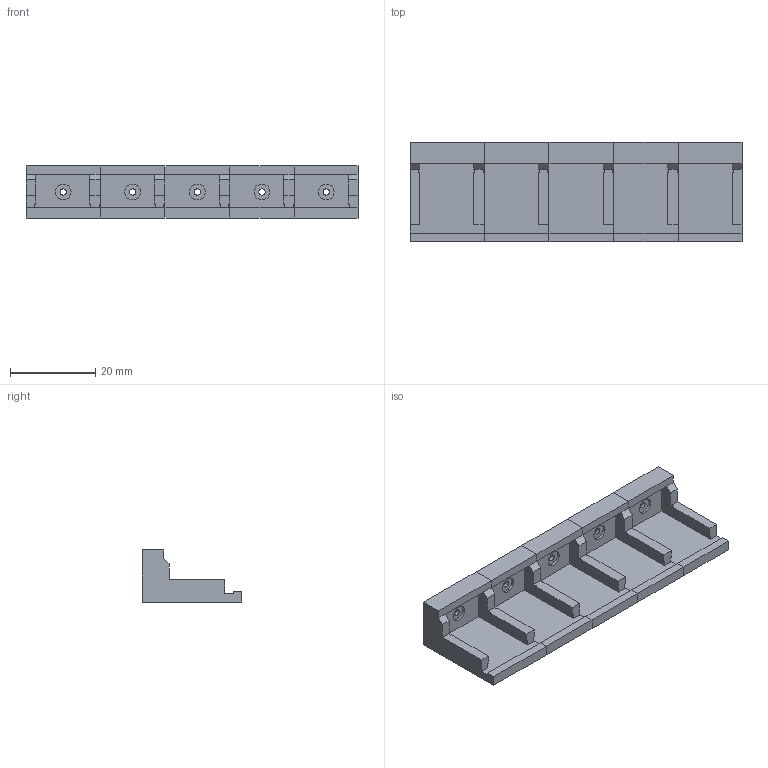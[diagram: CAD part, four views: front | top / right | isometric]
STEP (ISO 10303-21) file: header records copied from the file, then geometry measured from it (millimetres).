
FILE_DESCRIPTION(/* description */ (''),/* implementation_level */ '2;1');
FILE_NAME(/* name */ 'WAGO_221-412_5x2-mount v3.step',/* time_stamp */ '2020-12-10T17:18:24+01:00',/* author */ (''),/* organization */ (''),/* preprocessor_version */ 'ST-DEVELOPER v18.1',/* originating_system */ 'Autodesk Translation Framework v9.7.1.1290',/* authorisation */ '');
FILE_SCHEMA (('AUTOMOTIVE_DESIGN { 1 0 10303 214 3 1 1 }'));
Length unit declared in the file: millimetre
Products named in the file (1): WAGO_221-412_5x2-mount
Bounding box: 77.75 x 23.25 x 12.2 mm (x, y, z)
Volume: 6844.4 mm3; surface area: 7841.7 mm2
Topology: 5 solids, 5 shells, 202 faces, 530 edges, 348 vertices
Faces by surface type: plane 192, cylinder 10
Full cylindrical faces by diameter (mm): 1.471 x5, 3.7 x5
Entity records: 6300 total; most frequent: CARTESIAN_POINT 1081, ORIENTED_EDGE 1060, DIRECTION 956, EDGE_CURVE 530, LINE 510, VECTOR 510, VERTEX_POINT 348, AXIS2_PLACEMENT_3D 223
